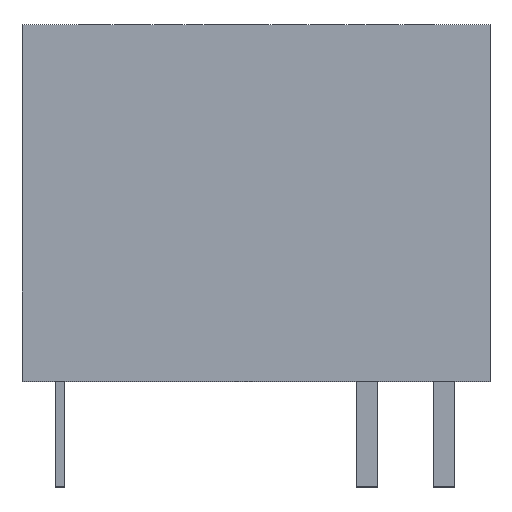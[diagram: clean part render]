
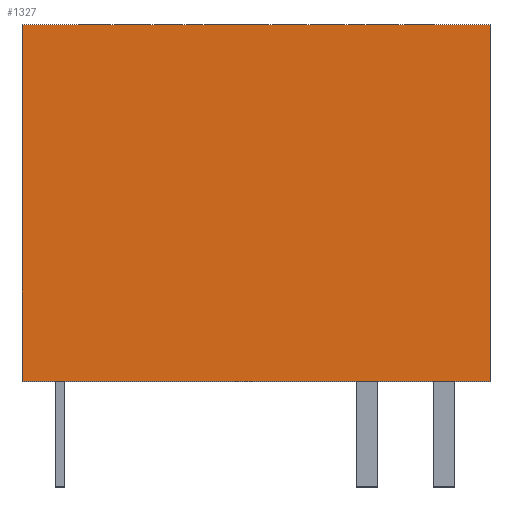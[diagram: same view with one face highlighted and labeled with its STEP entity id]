
A CAD part, top view. The second image highlights one B-rep face of the part: STEP entity #1327.
In plain terms, the highlighted planar face has unit normal (0, 0, 1).
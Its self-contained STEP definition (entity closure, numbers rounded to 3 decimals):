
#30 = DIRECTION ( 'NONE',  ( 0., -1., 0. ) ) ;
#148 = CARTESIAN_POINT ( 'NONE',  ( -1.27, 11.8, 1.54 ) ) ;
#233 = DIRECTION ( 'NONE',  ( 0., 0., -1. ) ) ;
#890 = LINE ( 'NONE', #13737, #7093 ) ;
#1327 = ADVANCED_FACE ( 'NONE', ( #10329 ), #2540, .F. ) ;
#1552 = EDGE_CURVE ( 'NONE', #3169, #12185, #9023, .T. ) ;
#2540 = PLANE ( 'NONE',  #4202 ) ;
#3169 = VERTEX_POINT ( 'NONE', #6489 ) ;
#3222 = ORIENTED_EDGE ( 'NONE', *, *, #5561, .F. ) ;
#3945 = CARTESIAN_POINT ( 'NONE',  ( -1.27, 11.8, 1.54 ) ) ;
#4202 = AXIS2_PLACEMENT_3D ( 'NONE', #7229, #233, #8405 ) ;
#4802 = VECTOR ( 'NONE', #10995, 1000. ) ;
#5095 = ORIENTED_EDGE ( 'NONE', *, *, #10377, .F. ) ;
#5561 = EDGE_CURVE ( 'NONE', #9104, #3169, #12790, .T. ) ;
#5871 = EDGE_CURVE ( 'NONE', #12185, #10027, #890, .T. ) ;
#6489 = CARTESIAN_POINT ( 'NONE',  ( -1.27, 0., 1.54 ) ) ;
#6542 = VECTOR ( 'NONE', #12061, 1000. ) ;
#6688 = DIRECTION ( 'NONE',  ( 1., 0., 0. ) ) ;
#6778 = CARTESIAN_POINT ( 'NONE',  ( 14.23, 0., 1.54 ) ) ;
#7093 = VECTOR ( 'NONE', #6688, 1000. ) ;
#7229 = CARTESIAN_POINT ( 'NONE',  ( -1.27, 11.8, 1.54 ) ) ;
#7755 = CARTESIAN_POINT ( 'NONE',  ( 14.23, 11.8, 1.54 ) ) ;
#8311 = EDGE_LOOP ( 'NONE', ( #5095, #10175, #10022, #3222 ) ) ;
#8405 = DIRECTION ( 'NONE',  ( -1., 0., 0. ) ) ;
#8427 = LINE ( 'NONE', #14064, #14310 ) ;
#9023 = LINE ( 'NONE', #3945, #4802 ) ;
#9104 = VERTEX_POINT ( 'NONE', #6778 ) ;
#10022 = ORIENTED_EDGE ( 'NONE', *, *, #1552, .F. ) ;
#10027 = VERTEX_POINT ( 'NONE', #7755 ) ;
#10175 = ORIENTED_EDGE ( 'NONE', *, *, #5871, .F. ) ;
#10329 = FACE_OUTER_BOUND ( 'NONE', #8311, .T. ) ;
#10377 = EDGE_CURVE ( 'NONE', #10027, #9104, #8427, .T. ) ;
#10886 = CARTESIAN_POINT ( 'NONE',  ( -1.27, 0., 1.54 ) ) ;
#10995 = DIRECTION ( 'NONE',  ( 0., 1., 0. ) ) ;
#12061 = DIRECTION ( 'NONE',  ( -1., 0., 0. ) ) ;
#12185 = VERTEX_POINT ( 'NONE', #148 ) ;
#12790 = LINE ( 'NONE', #10886, #6542 ) ;
#13737 = CARTESIAN_POINT ( 'NONE',  ( -1.27, 11.8, 1.54 ) ) ;
#14064 = CARTESIAN_POINT ( 'NONE',  ( 14.23, 11.8, 1.54 ) ) ;
#14310 = VECTOR ( 'NONE', #30, 1000. ) ;
